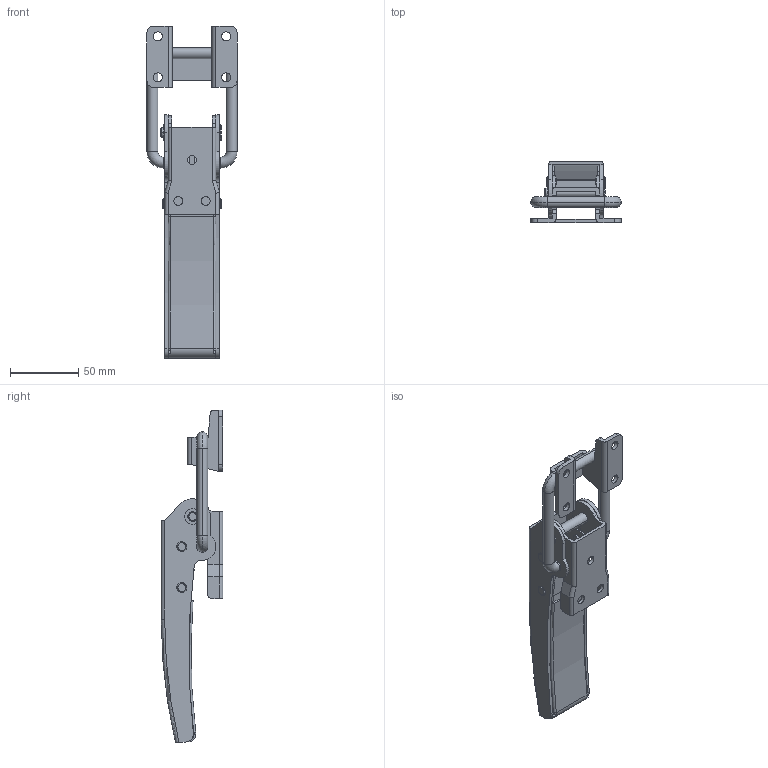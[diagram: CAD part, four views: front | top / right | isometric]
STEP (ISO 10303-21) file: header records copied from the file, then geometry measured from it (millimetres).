
FILE_DESCRIPTION (( 'STEP AP203' ), '1' );
FILE_NAME ('C-1367-A-2.STEP', '2011-12-05T06:28:29', ( '11sw' ), ( 'タキゲン製造株式会社' ), 'SwSTEP 2.0', 'SolidWorks 2011', '' );
FILE_SCHEMA (( 'CONFIG_CONTROL_DESIGN' ));
Length unit declared in the file: millimetre
Products named in the file (9): C-1367-A-2受け_; C-1367-A-2儀乕僗_; C-1367-A-2瘦霓賰J僶乕_; C-1367-A-2平座金_; C-1367-A-2ピン_; C-1367-A-2儕儀僢僩_; C-1367-A-2僼僢僋_; C-1367-A-2忡巍揕; C-1367-A-2
Assembly tree (11 placements, depth 2):
  C-1367-A-2
    C-1367-A-2ピン_
    C-1367-A-2儕儀僢僩_  x4
    C-1367-A-2平座金_
    C-1367-A-2僼僢僋_
    C-1367-A-2受け_
    C-1367-A-2儀乕僗_
    C-1367-A-2忡巍揕
    C-1367-A-2瘦霓賰J僶乕_
Bounding box: 66 x 45 x 243 mm (x, y, z)
Volume: 82142.1 mm3; surface area: 72398.7 mm2
Topology: 11 solids, 11 shells, 259 faces, 637 edges, 406 vertices
Faces by surface type: cylinder 129, plane 96, torus 30, cone 4
Entity records: 8262 total; most frequent: DIRECTION 1347, CARTESIAN_POINT 1305, ORIENTED_EDGE 1178, EDGE_CURVE 589, AXIS2_PLACEMENT_3D 522, VERTEX_POINT 376, VECTOR 303, LINE 303
